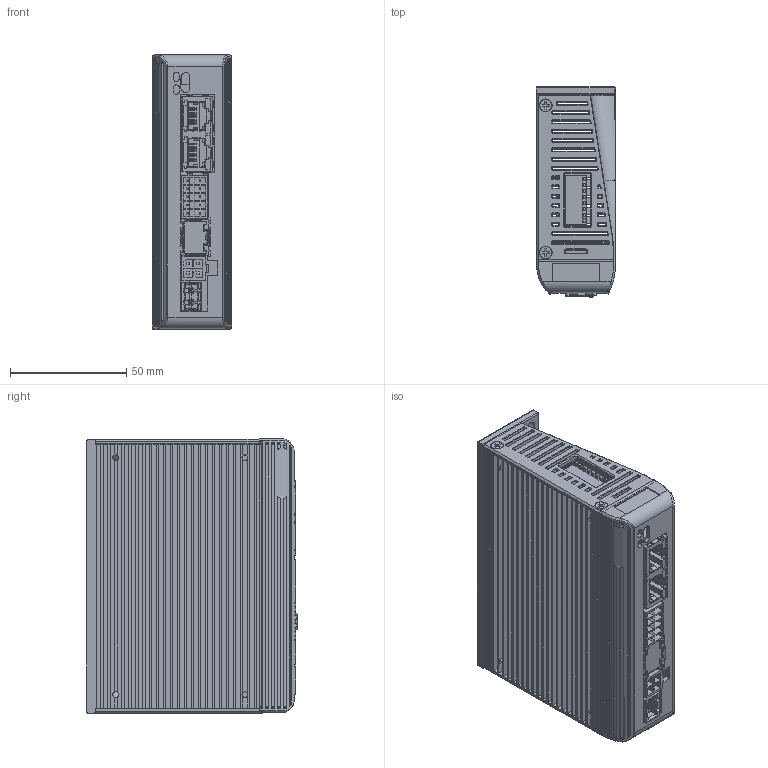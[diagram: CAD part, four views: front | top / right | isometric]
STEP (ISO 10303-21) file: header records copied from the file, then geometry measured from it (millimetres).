
FILE_DESCRIPTION(/* description */ ('Alibre Inc.'),/* implementation_level */ '2;1');
FILE_NAME(/* name */ 'export-4EC5B470-AE43-4213-B12C-89803955680B',/* time_stamp */ '2022-10-28T10:00:40+02:00',/* author */ (''),/* organization */ (''),/* preprocessor_version */ 'ST-DEVELOPER v17',/* originating_system */ 'Alibre',/* authorisation */ '');
FILE_SCHEMA (('AUTOMOTIVE_DESIGN'));
Length unit declared in the file: millimetre
Products named in the file (24): R_CL3C_EC507^6016 EtherCAT Closed Loop Stepper Drive CS3E-D507E 50V 7
,0A (2phase); DIP_SWITCH_8PIN_VIC2^PCB__ASM_6016 EtherCAT Closed Loop Stepper Drive
 CS3E-D507E 50V 7,0A (2phase); 559591230^PCB__ASM_6016 EtherCAT Closed Loop Stepper Drive CS3E-D507E
 50V 7,0A (2phase); C-1932389-1-3-3D_^PCB__ASM_6016 EtherCAT Closed Loop Stepper Drive CS
3E-D507E 50V 7,0A (2phase); 15EDGRHB_THR_3_5_10_^PCB__ASM_6016 EtherCAT Closed Loop Stepper Drive
 CS3E-D507E 50V 7,0A (2phase); 00_STYLE_04PIN_^PCB__ASM_6016 EtherCAT Closed Loop Stepper Drive CS3E
-D507E 50V 7,0A (2phase); PCB__ASM^6016 EtherCAT Closed Loop Stepper Drive CS3E-D507E 50V 7,0A 
(2phase); F_DM3C_EC507^6016 EtherCAT Closed Loop Stepper Drive CS3E-D507E 50V 7
,0A (2phase); DB_^6016 EtherCAT Closed Loop Stepper Drive CS3E-D507E 50V 7,0A (2pha
se); CONNECTOR_5MMCLOSED2PIN_MALE^6016 EtherCAT Closed Loop Stepper Drive 
CS3E-D507E 50V 7,0A (2phase); SCREWS_^SCREW__ASM_6016 EtherCAT Closed Loop Stepper Drive CS3E-D507E
 50V 7,0A (2phase); SCREW__ASM^6016 EtherCAT Closed Loop Stepper Drive CS3E-D507E 50V 7,0
A (2phase); 6016 EtherCAT Closed Loop Stepper Drive CS3E-D507E 50V 7,0A (2phase)
Bounding box: 34.06 x 90.47 x 118.23 mm (x, y, z)
Volume: 96290.6 mm3; surface area: 99744.5 mm2
Topology: 23 solids, 23 shells, 3566 faces, 9481 edges, 6086 vertices
Faces by surface type: plane 2519, cylinder 611, bspline 391, cone 33, sphere 8, torus 4
Entity records: 231168 total; most frequent: CARTESIAN_POINT 149398, ORIENTED_EDGE 18530, DIRECTION 12534, EDGE_CURVE 9265, VECTOR 7226, LINE 7226, VERTEX_POINT 5966, AXIS2_PLACEMENT_3D 3863
